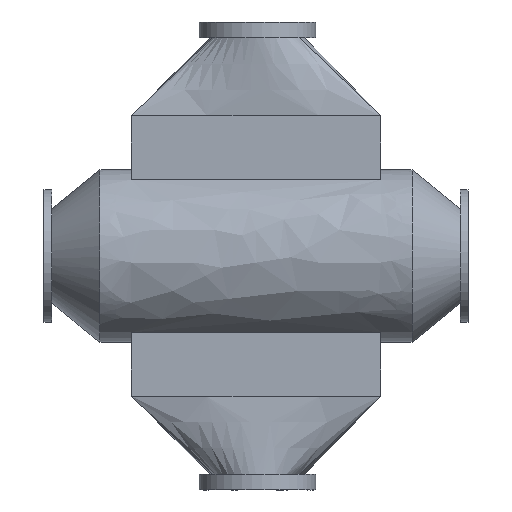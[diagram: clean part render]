
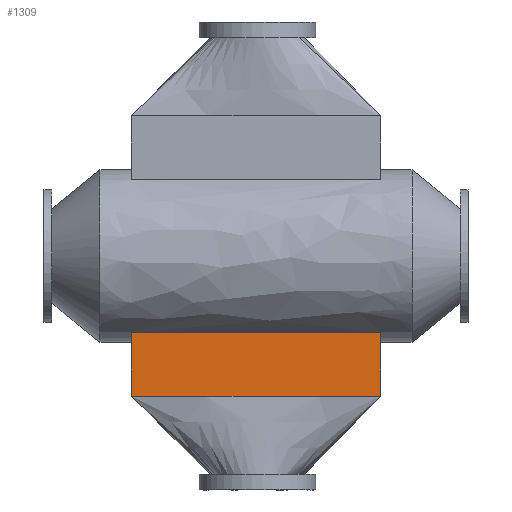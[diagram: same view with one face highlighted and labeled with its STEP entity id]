
A CAD part, left-side view. The second image highlights one B-rep face of the part: STEP entity #1309.
In plain terms, the highlighted free-form (B-spline) face has degree [1, 1] with [2, 2] control points.
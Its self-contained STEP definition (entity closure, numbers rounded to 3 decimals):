
#300 = VERTEX_POINT('',#301);
#301 = CARTESIAN_POINT('',(-207.627,329.053,
    -723.857));
#306 = EDGE_CURVE('',#300,#307,#309,.T.);
#307 = VERTEX_POINT('',#308);
#308 = CARTESIAN_POINT('',(-207.627,649.191,
    -723.857));
#309 = B_SPLINE_CURVE_WITH_KNOTS('',1,(#310,#311),.UNSPECIFIED.,.F.,.F.,
  (2,2),(0.,398.04),.PIECEWISE_BEZIER_KNOTS.);
#310 = CARTESIAN_POINT('',(-207.627,329.053,
    -723.857));
#311 = CARTESIAN_POINT('',(-207.627,649.191,
    -723.857));
#313 = EDGE_CURVE('',#307,#314,#316,.T.);
#314 = VERTEX_POINT('',#315);
#315 = CARTESIAN_POINT('',(-207.627,1226.185,
    -723.857));
#316 = B_SPLINE_CURVE_WITH_KNOTS('',1,(#317,#318),.UNSPECIFIED.,.F.,.F.,
  (2,2),(398.04,1115.439),.PIECEWISE_BEZIER_KNOTS.);
#317 = CARTESIAN_POINT('',(-207.627,649.191,
    -723.857));
#318 = CARTESIAN_POINT('',(-207.627,1226.185,
    -723.857));
#320 = EDGE_CURVE('',#314,#321,#323,.T.);
#321 = VERTEX_POINT('',#322);
#322 = CARTESIAN_POINT('',(-207.627,1615.91,
    -723.857));
#323 = B_SPLINE_CURVE_WITH_KNOTS('',1,(#324,#325),.UNSPECIFIED.,.F.,.F.,
  (2,2),(1115.439,1600.),.PIECEWISE_BEZIER_KNOTS.);
#324 = CARTESIAN_POINT('',(-207.627,1226.185,
    -723.857));
#325 = CARTESIAN_POINT('',(-207.627,1615.91,
    -723.857));
#1185 = EDGE_CURVE('',#321,#1186,#1188,.T.);
#1186 = VERTEX_POINT('',#1187);
#1187 = CARTESIAN_POINT('',(-207.627,1615.91,
    -394.11));
#1188 = B_SPLINE_CURVE_WITH_KNOTS('',1,(#1189,#1190),.UNSPECIFIED.,.F.,
  .F.,(2,2),(0.,409.988),.PIECEWISE_BEZIER_KNOTS.);
#1189 = CARTESIAN_POINT('',(-207.627,1615.91,
    -723.857));
#1190 = CARTESIAN_POINT('',(-207.627,1615.91,
    -394.11));
#1283 = VERTEX_POINT('',#1284);
#1284 = CARTESIAN_POINT('',(-207.627,329.053,-394.11
    ));
#1292 = EDGE_CURVE('',#300,#1283,#1293,.T.);
#1293 = B_SPLINE_CURVE_WITH_KNOTS('',1,(#1294,#1295),.UNSPECIFIED.,.F.,
  .F.,(2,2),(0.,409.988),.PIECEWISE_BEZIER_KNOTS.);
#1294 = CARTESIAN_POINT('',(-207.627,329.053,
    -723.857));
#1295 = CARTESIAN_POINT('',(-207.627,329.053,
    -394.11));
#1309 = ADVANCED_FACE('',(#1310),#1322,.T.);
#1310 = FACE_BOUND('',#1311,.T.);
#1311 = EDGE_LOOP('',(#1312,#1317,#1318,#1319,#1320,#1321));
#1312 = ORIENTED_EDGE('',*,*,#1313,.F.);
#1313 = EDGE_CURVE('',#1186,#1283,#1314,.T.);
#1314 = B_SPLINE_CURVE_WITH_KNOTS('',1,(#1315,#1316),.UNSPECIFIED.,.F.,
  .F.,(2,2),(-800.,800.),.PIECEWISE_BEZIER_KNOTS.);
#1315 = CARTESIAN_POINT('',(-207.627,1615.91,
    -394.11));
#1316 = CARTESIAN_POINT('',(-207.627,329.053,-394.11
    ));
#1317 = ORIENTED_EDGE('',*,*,#1185,.F.);
#1318 = ORIENTED_EDGE('',*,*,#320,.F.);
#1319 = ORIENTED_EDGE('',*,*,#313,.F.);
#1320 = ORIENTED_EDGE('',*,*,#306,.F.);
#1321 = ORIENTED_EDGE('',*,*,#1292,.T.);
#1322 = B_SPLINE_SURFACE_WITH_KNOTS('',1,1,(
    (#1323,#1324)
    ,(#1325,#1326
    )),.UNSPECIFIED.,.F.,.F.,.F.,(2,2),(2,2),(0.,
    1600.),(0.,409.988),.PIECEWISE_BEZIER_KNOTS.);
#1323 = CARTESIAN_POINT('',(-207.627,1615.91,
    -723.857));
#1324 = CARTESIAN_POINT('',(-207.627,1615.91,
    -394.11));
#1325 = CARTESIAN_POINT('',(-207.627,329.053,
    -723.857));
#1326 = CARTESIAN_POINT('',(-207.627,329.053,
    -394.11));
